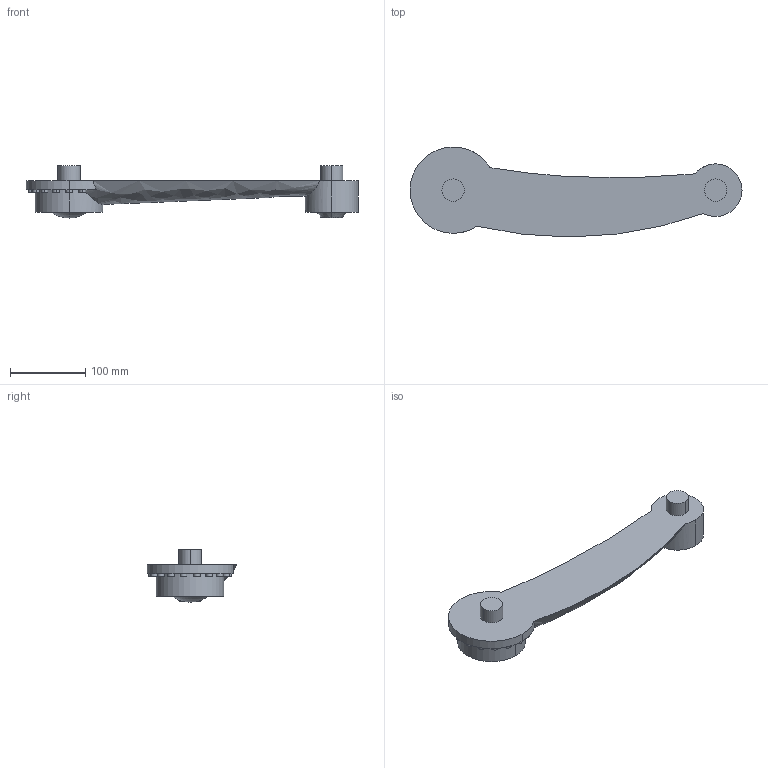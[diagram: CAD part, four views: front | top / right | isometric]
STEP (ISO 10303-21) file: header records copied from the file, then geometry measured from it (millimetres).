
FILE_DESCRIPTION (( 'STEP AP203' ), '1' );
FILE_NAME ('Part3_Default_sldprt.STEP', '2022-07-01T03:48:41', ( '' ), ( '' ), 'SwSTEP 2.0', 'SolidWorks 2017', '' );
FILE_SCHEMA (( 'CONFIG_CONTROL_DESIGN' ));
Length unit declared in the file: millimetre
Products named in the file (1): Part3_Default_sldprt
Bounding box: 442.5 x 119.95 x 70 mm (x, y, z)
Volume: 915218.1 mm3; surface area: 102600.7 mm2
Topology: 1 solids, 1 shells, 113 faces, 234 edges, 155 vertices
Faces by surface type: cylinder 71, plane 37, torus 2, cone 2, bspline 1
Entity records: 3269 total; most frequent: CARTESIAN_POINT 646, DIRECTION 602, ORIENTED_EDGE 464, AXIS2_PLACEMENT_3D 265, EDGE_CURVE 232, VERTEX_POINT 155, CIRCLE 152, EDGE_LOOP 147
